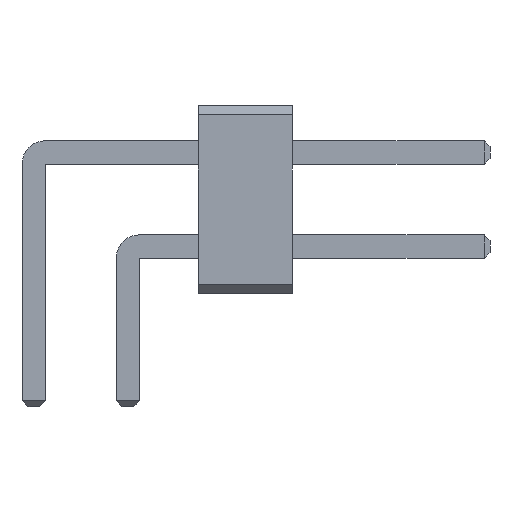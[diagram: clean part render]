
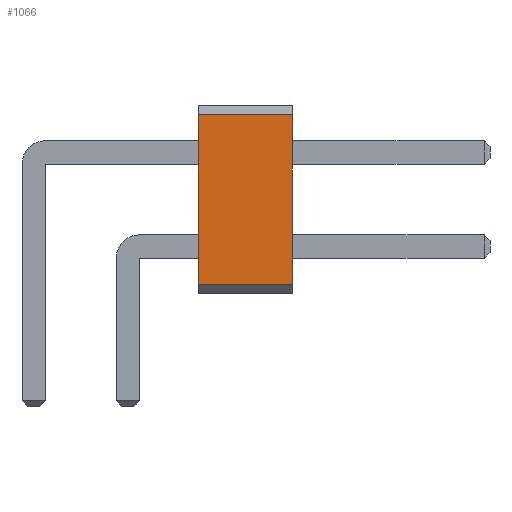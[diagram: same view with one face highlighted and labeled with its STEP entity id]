
A CAD part, front view. The second image highlights one B-rep face of the part: STEP entity #1066.
In plain terms, the highlighted planar face has unit normal (0, -1, 0).
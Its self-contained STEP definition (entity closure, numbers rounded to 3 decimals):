
#13=DIRECTION('',(0.,0.,1.));
#27=VECTOR('',#28,1.);
#28=DIRECTION('',(1.,0.,0.));
#57=DIRECTION('',(0.,-1.,0.));
#1053=VERTEX_POINT('',#1054);
#1054=CARTESIAN_POINT('',(5.5,-35.,0.2));
#1057=EDGE_CURVE('',#1058,#1053,#1060,.T.);
#1058=VERTEX_POINT('',#1059);
#1059=CARTESIAN_POINT('',(3.5,-35.,0.2));
#1060=LINE('',#1059,#27);
#1066=ADVANCED_FACE('',(#1067),#1084,.T.);
#1067=FACE_BOUND('',#1068,.T.);
#1068=EDGE_LOOP('',(#1069,#1070,#1076,#1081));
#1069=ORIENTED_EDGE('',*,*,#1057,.T.);
#1070=ORIENTED_EDGE('',*,*,#1071,.T.);
#1071=EDGE_CURVE('',#1053,#1072,#1074,.T.);
#1072=VERTEX_POINT('',#1073);
#1073=CARTESIAN_POINT('',(5.5,-35.,3.8));
#1074=LINE('',#1054,#1075);
#1075=VECTOR('',#13,1.);
#1076=ORIENTED_EDGE('',*,*,#1077,.F.);
#1077=EDGE_CURVE('',#1078,#1072,#1080,.T.);
#1078=VERTEX_POINT('',#1079);
#1079=CARTESIAN_POINT('',(3.5,-35.,3.8));
#1080=LINE('',#1079,#27);
#1081=ORIENTED_EDGE('',*,*,#1082,.F.);
#1082=EDGE_CURVE('',#1058,#1078,#1083,.T.);
#1083=LINE('',#1059,#1075);
#1084=PLANE('',#1085);
#1085=AXIS2_PLACEMENT_3D('',#1059,#57,#13);
